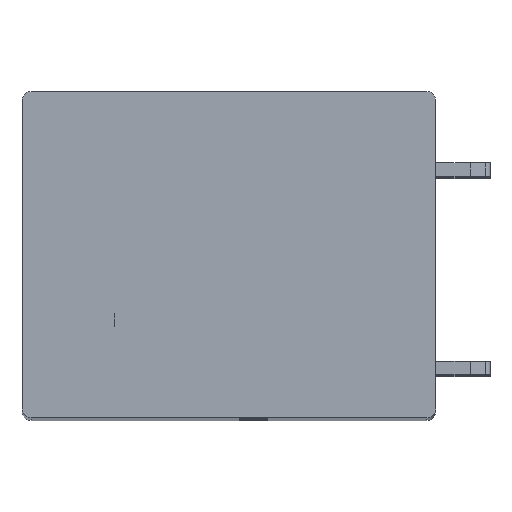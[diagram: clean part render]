
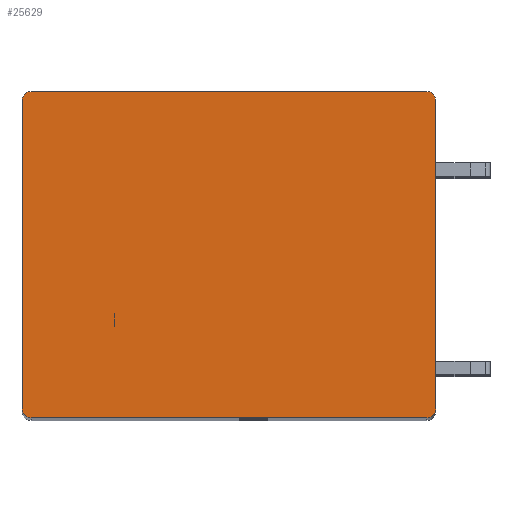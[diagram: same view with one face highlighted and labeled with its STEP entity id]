
A CAD part, top view. The second image highlights one B-rep face of the part: STEP entity #25629.
In plain terms, the highlighted planar face has unit normal (0, 0, 1).
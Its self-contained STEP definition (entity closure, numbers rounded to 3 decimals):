
#9585=CARTESIAN_POINT('',(-13.8,9.,105.));
#9586=DIRECTION('',(0.,0.,1.));
#9587=DIRECTION('',(0.,1.,0.));
#9588=AXIS2_PLACEMENT_3D('',#9585,#9586,#9587);
#9590=DIRECTION('',(-1.,0.,0.));
#9591=VECTOR('',#9590,29.9);
#9592=CARTESIAN_POINT('',(16.1,9.7,105.));
#9593=LINE('',#9592,#9591);
#9594=CARTESIAN_POINT('',(16.1,9.,105.));
#9595=DIRECTION('',(0.,0.,1.));
#9596=DIRECTION('',(1.,0.,0.));
#9597=AXIS2_PLACEMENT_3D('',#9594,#9595,#9596);
#9599=DIRECTION('',(0.,1.,0.));
#9600=VECTOR('',#9599,23.3);
#9601=CARTESIAN_POINT('',(16.8,-14.3,105.));
#9602=LINE('',#9601,#9600);
#9603=CARTESIAN_POINT('',(16.1,-14.3,105.));
#9604=DIRECTION('',(0.,0.,1.));
#9605=DIRECTION('',(0.,-1.,0.));
#9606=AXIS2_PLACEMENT_3D('',#9603,#9604,#9605);
#9608=DIRECTION('',(1.,0.,0.));
#9609=VECTOR('',#9608,29.9);
#9610=CARTESIAN_POINT('',(-13.8,-15.,105.));
#9611=LINE('',#9610,#9609);
#9612=CARTESIAN_POINT('',(-13.8,-14.3,105.));
#9613=DIRECTION('',(0.,0.,1.));
#9614=DIRECTION('',(-1.,0.,0.));
#9615=AXIS2_PLACEMENT_3D('',#9612,#9613,#9614);
#9617=DIRECTION('',(0.,-1.,0.));
#9618=VECTOR('',#9617,23.3);
#9619=CARTESIAN_POINT('',(-14.5,9.,105.));
#9620=LINE('',#9619,#9618);
#10897=CARTESIAN_POINT('',(-13.8,9.7,105.));
#10898=VERTEX_POINT('',#10897);
#10899=CARTESIAN_POINT('',(-14.5,9.,105.));
#10900=VERTEX_POINT('',#10899);
#10905=CARTESIAN_POINT('',(16.8,9.,105.));
#10906=VERTEX_POINT('',#10905);
#10907=CARTESIAN_POINT('',(16.1,9.7,105.));
#10908=VERTEX_POINT('',#10907);
#10913=CARTESIAN_POINT('',(-14.5,-14.3,105.));
#10914=VERTEX_POINT('',#10913);
#10915=CARTESIAN_POINT('',(-13.8,-15.,105.));
#10916=VERTEX_POINT('',#10915);
#10921=CARTESIAN_POINT('',(16.1,-15.,105.));
#10922=VERTEX_POINT('',#10921);
#10923=CARTESIAN_POINT('',(16.8,-14.3,105.));
#10924=VERTEX_POINT('',#10923);
#25614=CARTESIAN_POINT('',(0.,0.,105.));
#25615=DIRECTION('',(0.,0.,1.));
#25616=DIRECTION('',(1.,0.,0.));
#25617=AXIS2_PLACEMENT_3D('',#25614,#25615,#25616);
#25618=PLANE('',#25617);
#25619=ORIENTED_EDGE('',*,*,#12310,.F.);
#25620=ORIENTED_EDGE('',*,*,#12326,.F.);
#25621=ORIENTED_EDGE('',*,*,#12339,.F.);
#25622=ORIENTED_EDGE('',*,*,#12354,.F.);
#25623=ORIENTED_EDGE('',*,*,#19759,.F.);
#25624=ORIENTED_EDGE('',*,*,#19772,.F.);
#25625=ORIENTED_EDGE('',*,*,#20645,.F.);
#25626=ORIENTED_EDGE('',*,*,#20657,.F.);
#25627=EDGE_LOOP('',(#25619,#25620,#25621,#25622,#25623,#25624,#25625,#25626));
#25628=FACE_OUTER_BOUND('',#25627,.F.);
#9589=CIRCLE('',#9588,0.7);
#9598=CIRCLE('',#9597,0.7);
#9607=CIRCLE('',#9606,0.7);
#9616=CIRCLE('',#9615,0.7);
#12310=EDGE_CURVE('',#10898,#10900,#9589,.T.);
#12326=EDGE_CURVE('',#10908,#10898,#9593,.T.);
#12339=EDGE_CURVE('',#10906,#10908,#9598,.T.);
#12354=EDGE_CURVE('',#10924,#10906,#9602,.T.);
#19759=EDGE_CURVE('',#10922,#10924,#9607,.T.);
#19772=EDGE_CURVE('',#10916,#10922,#9611,.T.);
#20645=EDGE_CURVE('',#10914,#10916,#9616,.T.);
#20657=EDGE_CURVE('',#10900,#10914,#9620,.T.);
#25629=ADVANCED_FACE('',(#25628),#25618,.T.);
